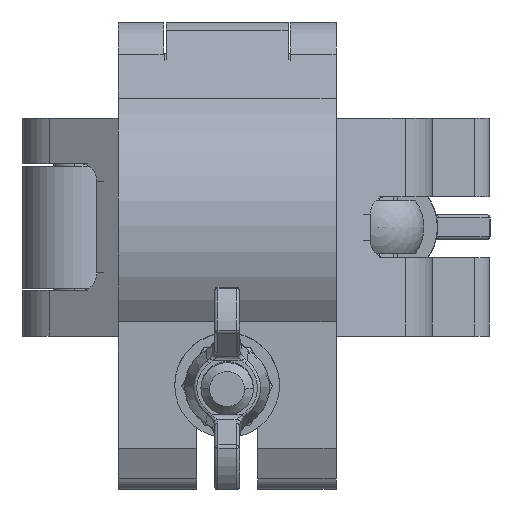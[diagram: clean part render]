
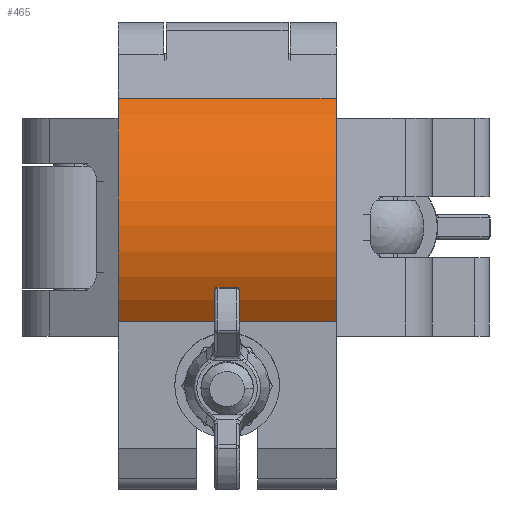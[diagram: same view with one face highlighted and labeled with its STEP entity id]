
A CAD part, front view. The second image highlights one B-rep face of the part: STEP entity #465.
In plain terms, the highlighted cylindrical face has radius 35.4 mm (diameter 70.8 mm), a partial arc.
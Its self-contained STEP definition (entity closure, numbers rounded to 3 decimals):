
#465 = ADVANCED_FACE ( 'NONE', ( #2048 ), #6021, .T. ) ;
#674 = DIRECTION ( 'NONE',  ( 0., 0., 1. ) ) ;
#848 = VERTEX_POINT ( 'NONE', #5854 ) ;
#878 = CARTESIAN_POINT ( 'NONE',  ( 67.5, 54.04, 24.95 ) ) ;
#1185 = VERTEX_POINT ( 'NONE', #9230 ) ;
#1588 = CARTESIAN_POINT ( 'NONE',  ( 47., 25.18, -24.95 ) ) ;
#1905 = AXIS2_PLACEMENT_3D ( 'NONE', #2882, #2939, #2239 ) ;
#2026 = DIRECTION ( 'NONE',  ( 1., 0., 0. ) ) ;
#2039 = EDGE_CURVE ( 'NONE', #7552, #848, #7336, .T. ) ;
#2048 = FACE_OUTER_BOUND ( 'NONE', #8297, .T. ) ;
#2239 = DIRECTION ( 'NONE',  ( -1., 0., 0. ) ) ;
#2382 = AXIS2_PLACEMENT_3D ( 'NONE', #1588, #8903, #5183 ) ;
#2655 = EDGE_CURVE ( 'NONE', #6465, #7552, #7997, .T. ) ;
#2882 = CARTESIAN_POINT ( 'NONE',  ( 47., 25.18, 24.95 ) ) ;
#2939 = DIRECTION ( 'NONE',  ( 0., 0., -1. ) ) ;
#3035 = AXIS2_PLACEMENT_3D ( 'NONE', #6642, #674, #2026 ) ;
#3328 = ORIENTED_EDGE ( 'NONE', *, *, #7379, .F. ) ;
#3611 = CARTESIAN_POINT ( 'NONE',  ( 16.54, 43.218, 24.95 ) ) ;
#5183 = DIRECTION ( 'NONE',  ( 1., 0., 0. ) ) ;
#5227 = ORIENTED_EDGE ( 'NONE', *, *, #8066, .F. ) ;
#5854 = CARTESIAN_POINT ( 'NONE',  ( 16.54, 43.218, -24.95 ) ) ;
#5920 = DIRECTION ( 'NONE',  ( 0., 0., -1. ) ) ;
#6021 = CYLINDRICAL_SURFACE ( 'NONE', #1905, 35.4 ) ;
#6031 = VECTOR ( 'NONE', #7400, 1000. ) ;
#6101 = VECTOR ( 'NONE', #5920, 1000. ) ;
#6465 = VERTEX_POINT ( 'NONE', #878 ) ;
#6642 = CARTESIAN_POINT ( 'NONE',  ( 47., 25.18, 24.95 ) ) ;
#7306 = CARTESIAN_POINT ( 'NONE',  ( 67.5, 54.04, 24.95 ) ) ;
#7336 = CIRCLE ( 'NONE', #2382, 35.4 ) ;
#7379 = EDGE_CURVE ( 'NONE', #6465, #1185, #8916, .T. ) ;
#7400 = DIRECTION ( 'NONE',  ( 0., 0., -1. ) ) ;
#7552 = VERTEX_POINT ( 'NONE', #8667 ) ;
#7997 = LINE ( 'NONE', #7306, #6031 ) ;
#8066 = EDGE_CURVE ( 'NONE', #1185, #848, #8666, .T. ) ;
#8297 = EDGE_LOOP ( 'NONE', ( #9601, #5227, #3328, #9683 ) ) ;
#8666 = LINE ( 'NONE', #3611, #6101 ) ;
#8667 = CARTESIAN_POINT ( 'NONE',  ( 67.5, 54.04, -24.95 ) ) ;
#8903 = DIRECTION ( 'NONE',  ( 0., 0., 1. ) ) ;
#8916 = CIRCLE ( 'NONE', #3035, 35.4 ) ;
#9230 = CARTESIAN_POINT ( 'NONE',  ( 16.54, 43.218, 24.95 ) ) ;
#9601 = ORIENTED_EDGE ( 'NONE', *, *, #2039, .T. ) ;
#9683 = ORIENTED_EDGE ( 'NONE', *, *, #2655, .T. ) ;
